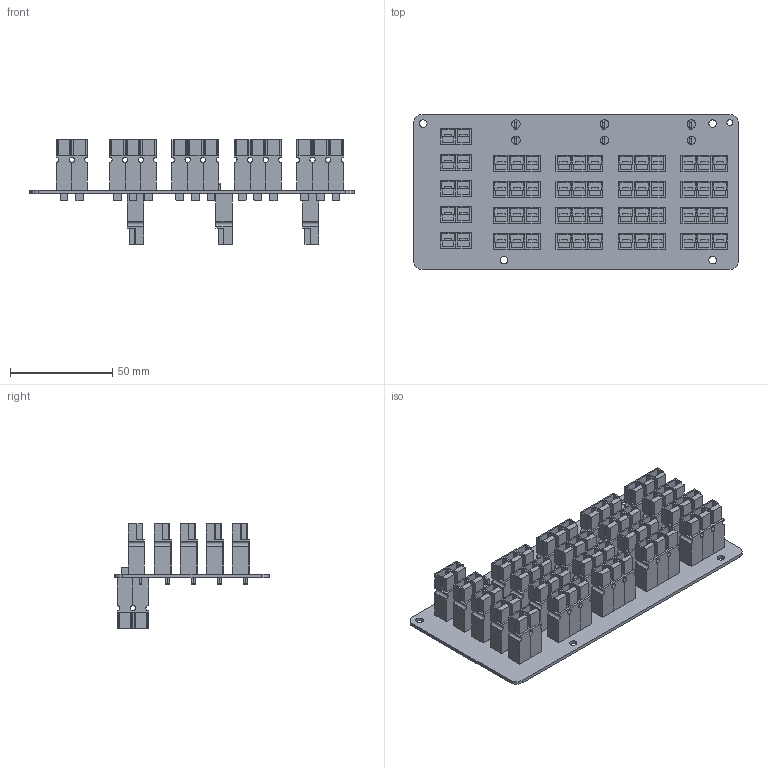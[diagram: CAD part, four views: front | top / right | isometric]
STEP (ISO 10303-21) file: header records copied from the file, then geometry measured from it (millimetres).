
FILE_DESCRIPTION(('KiCad electronic assembly'),'2;1');
FILE_NAME('PatchPanel_Hardware.step','2019-01-16T22:40:28',('An Author') ,('A Company'),'Open CASCADE STEP processor 6.8', 'KiCad to STEP converter','Unknown');
FILE_SCHEMA(('AUTOMOTIVE_DESIGN_CC2 { 1 2 10303 214 -1 1 5 4 }'));
Length unit declared in the file: millimetre
Products named in the file (6): Open CASCADE STEP translator 6.8 1; Anderson_3_Vertcal_Side_by_Side; COMPOUND; Anderson_2_Vertcal_Side_by_Side
Assembly tree (27 placements, depth 3):
  Open CASCADE STEP translator 6.8 1
    Anderson_3_Vertcal_Side_by_Side  x16
      COMPOUND
    Anderson_2_Vertcal_Side_by_Side  x8
      COMPOUND
    COMPOUND
Bounding box: 158.24 x 75.69 x 50.98 mm (x, y, z)
Volume: 95112.8 mm3; surface area: 93839.2 mm2
Topology: 65 solids, 65 shells, 2127 faces, 5607 edges, 3738 vertices
Faces by surface type: plane 1798, cylinder 329
Full cylindrical faces by diameter (mm): 2.946 x1, 3.683 x4, 4.104 x64
Entity records: 20025 total; most frequent: CARTESIAN_POINT 5570, DIRECTION 2427, LINE 1501, VECTOR 1501, ORIENTED_EDGE 1302, PCURVE 1302, DEFINITIONAL_REPRESENTATION 1302, EDGE_CURVE 651
